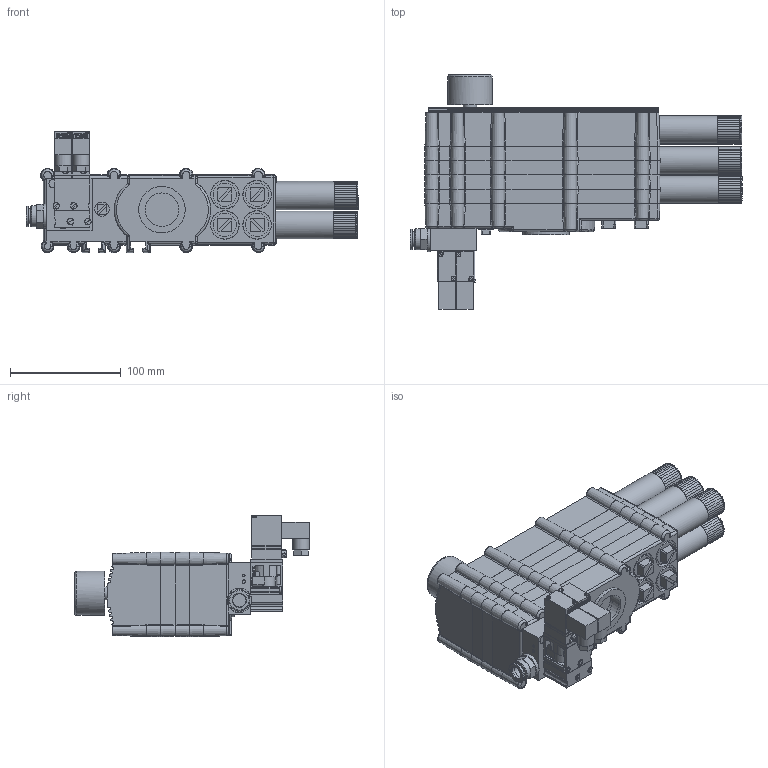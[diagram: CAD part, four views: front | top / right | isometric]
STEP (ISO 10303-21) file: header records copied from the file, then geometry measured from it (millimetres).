
FILE_DESCRIPTION(/* description */ ('','CAx-IF Rec.Pracs.---Representation and Presentation of Product Manufacturing Information (PMI)---4.0---2014-10-13'),/* implementation_level */ '2;1');
FILE_NAME(/* name */ 'cvskn6ss24aaq.stp',/* time_stamp */ '2020-11-09T11:14:02+01:00',/* author */ ('enginyeria'),/* organization */ (''),/* preprocessor_version */ 'ST-DEVELOPER v17.2',/* originating_system */ 'Autodesk Inventor 2019',/* authorisation */ '');
FILE_SCHEMA (('AP242_MANAGED_MODEL_BASED_3D_ENGINEERING_MIM_LF { 1 0 10303 442 1 1 4 }'));
Products named in the file (1): cvskn6ss24aaq
Bounding box: 299.25 x 211.56 x 109.59 mm (x, y, z)
Volume: 1762996.9 mm3; surface area: 224603.7 mm2
Topology: 11 solids, 47 shells, 2986 faces, 6977 edges, 4201 vertices
Faces by surface type: plane 2105, cylinder 514, cone 179, bspline 161, torus 20, sphere 7
Full cylindrical faces by diameter (mm): 2.1 x4, 2.2 x4, 2.3 x4, 2.459 x4, 2.7 x4, 3 x4, 3.2 x4, 3.8 x2, 4 x16, 4.25 x3, 4.3 x1, 4.4 x2, 4.5 x1, 5.6 x3, 6.2 x2, 7 x1, 7.5 x2, 7.6 x3, 8 x10, 9.5 x1, 10 x6, 11.445 x1, 12 x2, 12.2 x2, 13 x1, 13.5 x1, 15 x2, 18.5 x1, 19.053 x1, 21 x4
Entity records: 106664 total; most frequent: CARTESIAN_POINT 38760, DIRECTION 14268, ORIENTED_EDGE 13878, EDGE_CURVE 6939, AXIS2_PLACEMENT_3D 4958, LINE 4352, VECTOR 4352, VERTEX_POINT 4201
